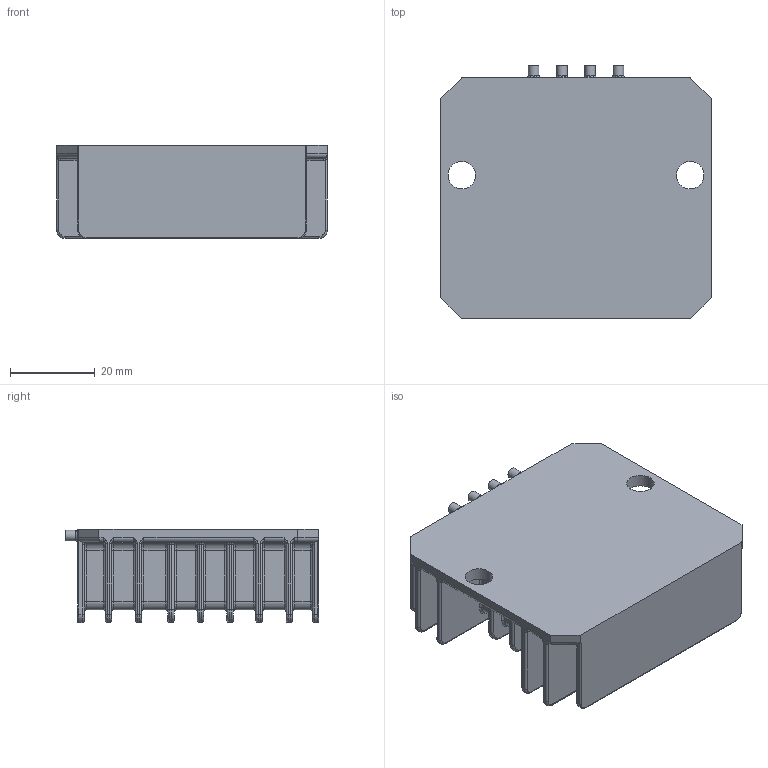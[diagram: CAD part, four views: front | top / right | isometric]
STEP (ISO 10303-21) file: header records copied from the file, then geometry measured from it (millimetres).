
FILE_DESCRIPTION( ( 'Unknown' ), '1' );
FILE_NAME( 'DC-DC Convertor.stp', 'Unknown', ( '' ), ( 'Unknown' ), 'XStep 1.0', 'Unknown', ' ' );
FILE_SCHEMA( ( 'automotive_design' ) );
Length unit declared in the file: millimetre
Products named in the file (2): Assem1; 24v -12v 10amp
Bounding box: 64 x 60 x 22 mm (x, y, z)
Surface area: 36826.5 mm2
Topology: 2 solids, 2 shells, 912 faces, 2172 edges, 1232 vertices
Faces by surface type: cylinder 428, torus 272, plane 164, bspline 48
Full cylindrical faces by diameter (mm): 2.5 x8, 6.5 x4
Entity records: 18495 total; most frequent: CARTESIAN_POINT 4250, DIRECTION 2448, ORIENTED_EDGE 2120, EDGE_CURVE 1060, AXIS2_PLACEMENT_3D 1006, VERTEX_POINT 612, CIRCLE 556, EDGE_LOOP 466
